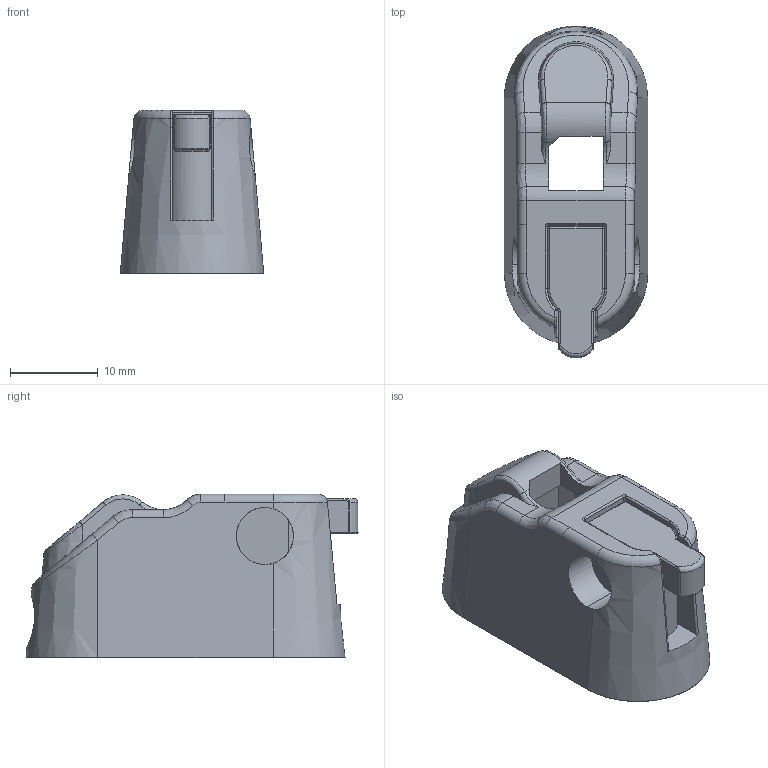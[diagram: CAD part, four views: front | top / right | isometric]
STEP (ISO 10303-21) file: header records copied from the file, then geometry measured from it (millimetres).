
FILE_DESCRIPTION((''),'2;1');
FILE_NAME('OHRS12','2024-08-05T12:41:36',('FIANLEH10'),(''),'CREO PARAMETRIC BY PTC INC, 2022364','CREO PARAMETRIC BY PTC INC, 2022364','');
FILE_SCHEMA(('AUTOMOTIVE_DESIGN { 1 0 10303 214 1 1 1 1 }'));
Length unit declared in the file: millimetre
Products named in the file (1): OHRS12
Bounding box: 16.32 x 37.78 x 18.6 mm (x, y, z)
Volume: 5978.9 mm3; surface area: 4096.6 mm2
Topology: 1 solids, 1 shells, 157 faces, 421 edges, 260 vertices
Faces by surface type: cylinder 54, plane 51, bspline 24, cone 10, torus 10, sphere 6, extrusion 2
Entity records: 8107 total; most frequent: CARTESIAN_POINT 2498, ORIENTED_EDGE 830, DIRECTION 763, EDGE_CURVE 415, AXIS2_PLACEMENT_3D 284, VERTEX_POINT 260, COLOUR_RGB 208, VECTOR 192
